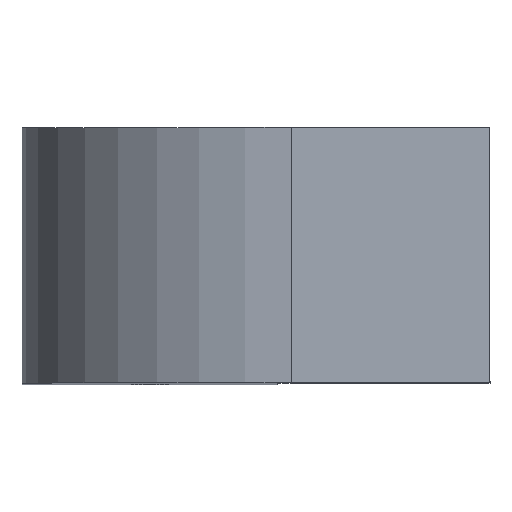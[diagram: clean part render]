
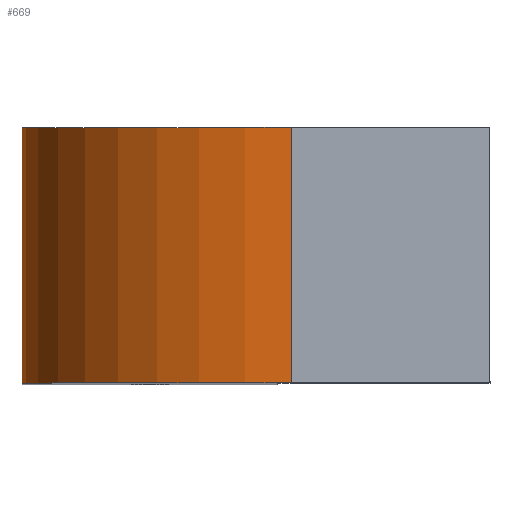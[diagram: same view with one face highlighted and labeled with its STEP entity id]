
A CAD part, top view. The second image highlights one B-rep face of the part: STEP entity #669.
In plain terms, the highlighted cylindrical face has radius 24.13 mm (diameter 48.26 mm), a partial arc.
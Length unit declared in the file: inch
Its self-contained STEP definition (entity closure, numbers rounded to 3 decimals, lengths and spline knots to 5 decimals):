
#75=FACE_OUTER_BOUND('',#117,.T.);
#117=EDGE_LOOP('',(#561,#562,#563,#564));
#156=LINE('',#1075,#210);
#177=LINE('',#1153,#231);
#210=VECTOR('',#872,0.3937);
#231=VECTOR('',#957,0.3937);
#261=CIRCLE('',#736,0.95);
#279=CIRCLE('',#766,0.95);
#311=VERTEX_POINT('',#1073);
#312=VERTEX_POINT('',#1074);
#315=VERTEX_POINT('',#1082);
#337=VERTEX_POINT('',#1151);
#384=EDGE_CURVE('',#311,#312,#156,.T.);
#388=EDGE_CURVE('',#315,#311,#261,.T.);
#423=EDGE_CURVE('',#312,#337,#279,.T.);
#424=EDGE_CURVE('',#337,#315,#177,.T.);
#561=ORIENTED_EDGE('',*,*,#384,.T.);
#562=ORIENTED_EDGE('',*,*,#423,.T.);
#563=ORIENTED_EDGE('',*,*,#424,.T.);
#564=ORIENTED_EDGE('',*,*,#388,.T.);
#639=CYLINDRICAL_SURFACE('',#765,0.95);
#669=ADVANCED_FACE('',(#75),#639,.T.);
#736=AXIS2_PLACEMENT_3D('',#1083,#878,#879);
#765=AXIS2_PLACEMENT_3D('',#1150,#953,#954);
#766=AXIS2_PLACEMENT_3D('',#1152,#955,#956);
#872=DIRECTION('',(0.,-1.,0.));
#878=DIRECTION('center_axis',(0.,-1.,0.));
#879=DIRECTION('ref_axis',(-0.707,0.,0.707));
#953=DIRECTION('center_axis',(0.,1.,0.));
#954=DIRECTION('ref_axis',(-0.707,0.,0.707));
#955=DIRECTION('center_axis',(0.,1.,0.));
#956=DIRECTION('ref_axis',(-0.707,0.,0.707));
#957=DIRECTION('',(0.,1.,0.));
#1073=CARTESIAN_POINT('',(-1.65,0.9,-0.9));
#1074=CARTESIAN_POINT('',(-1.65,0.,-0.9));
#1075=CARTESIAN_POINT('',(-1.65,0.,-0.9));
#1082=CARTESIAN_POINT('',(-0.7,0.9,0.05));
#1083=CARTESIAN_POINT('Origin',(-0.7,0.9,-0.9));
#1150=CARTESIAN_POINT('Origin',(-0.7,0.,-0.9));
#1151=CARTESIAN_POINT('',(-0.7,0.,0.05));
#1152=CARTESIAN_POINT('Origin',(-0.7,0.,-0.9));
#1153=CARTESIAN_POINT('',(-0.7,0.,0.05));
